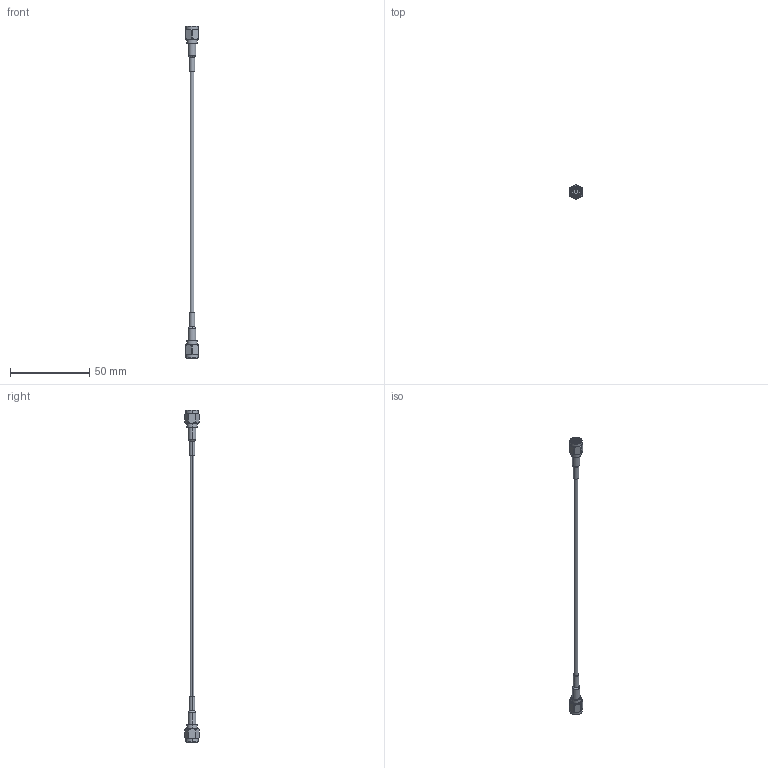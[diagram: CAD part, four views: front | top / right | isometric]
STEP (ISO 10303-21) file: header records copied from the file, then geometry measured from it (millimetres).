
FILE_DESCRIPTION (( 'STEP AP214' ), '1' );
FILE_NAME ('PE3C1820.step', '2021-11-18T19:25:01', ( '' ), ( '' ), 'SwSTEP 2.0', 'SolidWorks 2021', '' );
FILE_SCHEMA (( 'AUTOMOTIVE_DESIGN' ));
Length unit declared in the file: inch
Products named in the file (3): TC-100-SM^PE3C1820_HeatShrink; RG316U^PE3C1820_RG316; PE3C1820
Assembly tree (3 placements, depth 2):
  PE3C1820
    RG316U^PE3C1820_RG316
    TC-100-SM^PE3C1820_HeatShrink  x2
Bounding box: 7.94 x 9.02 x 209.61 mm (x, y, z)
Volume: 2016.3 mm3; surface area: 2788.9 mm2
Topology: 3 solids, 3 shells, 164 faces, 384 edges, 238 vertices
Faces by surface type: cylinder 70, cone 42, plane 30, torus 12, bspline 10
Entity records: 3682 total; most frequent: CARTESIAN_POINT 1666, ORIENTED_EDGE 390, DIRECTION 378, EDGE_CURVE 195, AXIS2_PLACEMENT_3D 164, VERTEX_POINT 121, EDGE_LOOP 90, ADVANCED_FACE 84
